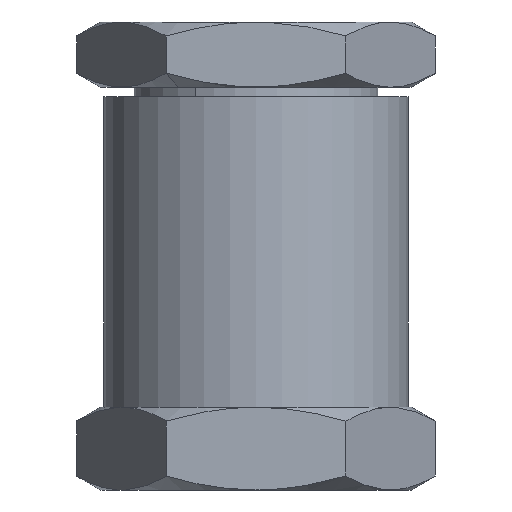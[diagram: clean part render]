
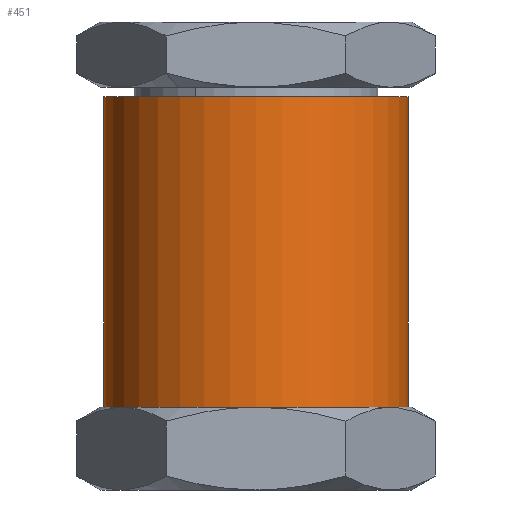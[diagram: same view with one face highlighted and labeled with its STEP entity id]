
A CAD part, front view. The second image highlights one B-rep face of the part: STEP entity #451.
In plain terms, the highlighted cylindrical face has radius 18.669 mm (diameter 37.338 mm), a partial arc.
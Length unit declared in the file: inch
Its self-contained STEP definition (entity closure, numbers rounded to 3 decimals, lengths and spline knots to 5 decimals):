
#281 = DIRECTION ( 'NONE',  ( 0., 0., 1. ) ) ;
#346 = VERTEX_POINT ( 'NONE', #2350 ) ;
#347 = DIRECTION ( 'NONE',  ( 0., 0., 1. ) ) ;
#397 = AXIS2_PLACEMENT_3D ( 'NONE', #1670, #2897, #1710 ) ;
#451 = ADVANCED_FACE ( 'NONE', ( #1870 ), #778, .T. ) ;
#670 = ORIENTED_EDGE ( 'NONE', *, *, #2630, .T. ) ;
#778 = CYLINDRICAL_SURFACE ( 'NONE', #397, 0.735 ) ;
#838 = VERTEX_POINT ( 'NONE', #2332 ) ;
#936 = CARTESIAN_POINT ( 'NONE',  ( 0., 0., 1.9 ) ) ;
#1067 = CARTESIAN_POINT ( 'NONE',  ( 0.735, 0., 1.9 ) ) ;
#1086 = VECTOR ( 'NONE', #347, 39.37008 ) ;
#1176 = VERTEX_POINT ( 'NONE', #3046 ) ;
#1188 = AXIS2_PLACEMENT_3D ( 'NONE', #936, #2662, #1702 ) ;
#1217 = ORIENTED_EDGE ( 'NONE', *, *, #1653, .F. ) ;
#1467 = LINE ( 'NONE', #2841, #1086 ) ;
#1606 = CARTESIAN_POINT ( 'NONE',  ( 0.735, 0., 0.4 ) ) ;
#1653 = EDGE_CURVE ( 'NONE', #346, #1176, #1467, .T. ) ;
#1660 = DIRECTION ( 'NONE',  ( 1., 0., 0. ) ) ;
#1670 = CARTESIAN_POINT ( 'NONE',  ( 0., 0., 0.4 ) ) ;
#1685 = VERTEX_POINT ( 'NONE', #1067 ) ;
#1691 = CIRCLE ( 'NONE', #1188, 0.735 ) ;
#1702 = DIRECTION ( 'NONE',  ( 1., 0., 0. ) ) ;
#1710 = DIRECTION ( 'NONE',  ( 1., 0., 0. ) ) ;
#1758 = AXIS2_PLACEMENT_3D ( 'NONE', #2169, #3149, #1660 ) ;
#1782 = LINE ( 'NONE', #1606, #2013 ) ;
#1870 = FACE_OUTER_BOUND ( 'NONE', #2834, .T. ) ;
#2013 = VECTOR ( 'NONE', #281, 39.37008 ) ;
#2169 = CARTESIAN_POINT ( 'NONE',  ( 0., 0., 0.4 ) ) ;
#2332 = CARTESIAN_POINT ( 'NONE',  ( 0.735, 0., 0.4 ) ) ;
#2350 = CARTESIAN_POINT ( 'NONE',  ( -0.735, 0., 0.4 ) ) ;
#2362 = CIRCLE ( 'NONE', #1758, 0.735 ) ;
#2385 = ORIENTED_EDGE ( 'NONE', *, *, #2592, .T. ) ;
#2592 = EDGE_CURVE ( 'NONE', #346, #838, #2362, .T. ) ;
#2630 = EDGE_CURVE ( 'NONE', #838, #1685, #1782, .T. ) ;
#2662 = DIRECTION ( 'NONE',  ( 0., 0., 1. ) ) ;
#2834 = EDGE_LOOP ( 'NONE', ( #1217, #2385, #670, #2896 ) ) ;
#2841 = CARTESIAN_POINT ( 'NONE',  ( -0.735, 0., 0.4 ) ) ;
#2896 = ORIENTED_EDGE ( 'NONE', *, *, #3026, .F. ) ;
#2897 = DIRECTION ( 'NONE',  ( 0., 0., 1. ) ) ;
#3026 = EDGE_CURVE ( 'NONE', #1176, #1685, #1691, .T. ) ;
#3046 = CARTESIAN_POINT ( 'NONE',  ( -0.735, 0., 1.9 ) ) ;
#3149 = DIRECTION ( 'NONE',  ( 0., 0., 1. ) ) ;
